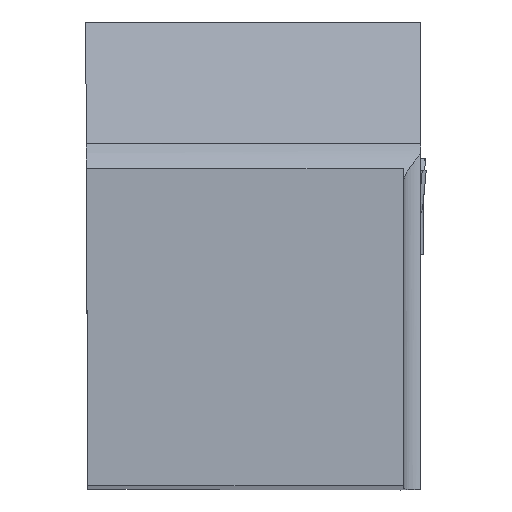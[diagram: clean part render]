
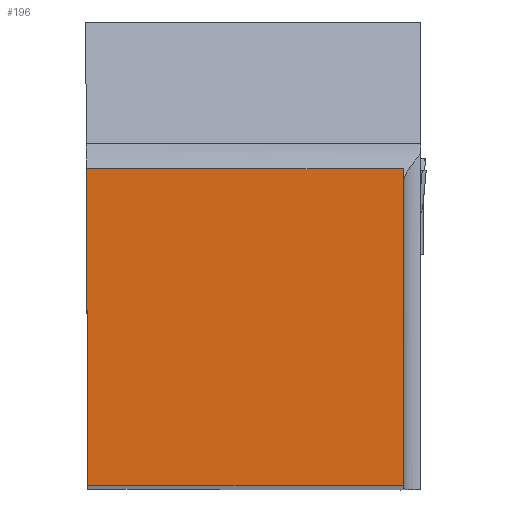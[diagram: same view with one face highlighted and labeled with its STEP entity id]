
A CAD part, top view. The second image highlights one B-rep face of the part: STEP entity #196.
In plain terms, the highlighted planar face has unit normal (0, 0, 1).
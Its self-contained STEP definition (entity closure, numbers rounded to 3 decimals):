
#196=ADVANCED_FACE('CU_BACK_SU1',(#312),#263,.F.);
#263=PLANE('',#1559);
#312=FACE_OUTER_BOUND('',#383,.T.);
#383=EDGE_LOOP('',(#561,#562,#563,#564));
#561=ORIENTED_EDGE('',*,*,#1023,.T.);
#562=ORIENTED_EDGE('',*,*,#1052,.F.);
#563=ORIENTED_EDGE('',*,*,#1036,.T.);
#564=ORIENTED_EDGE('',*,*,#1026,.T.);
#885=VERTEX_POINT('',#2027);
#886=VERTEX_POINT('',#2029);
#888=VERTEX_POINT('',#2035);
#896=VERTEX_POINT('',#2054);
#1023=EDGE_CURVE('',#886,#885,#1213,.T.);
#1026=EDGE_CURVE('',#888,#886,#1216,.T.);
#1036=EDGE_CURVE('',#896,#888,#1224,.T.);
#1052=EDGE_CURVE('',#896,#885,#1237,.T.);
#1213=LINE('',#2028,#1357);
#1216=LINE('',#2034,#1360);
#1224=LINE('',#2053,#1368);
#1237=LINE('',#2094,#1381);
#1357=VECTOR('',#1682,1.);
#1360=VECTOR('',#1687,1.);
#1368=VECTOR('',#1701,1.);
#1381=VECTOR('',#1738,1.);
#1559=AXIS2_PLACEMENT_3D('',#2095,#1739,#1740);
#1682=DIRECTION('',(1.,0.,0.));
#1687=DIRECTION('',(0.004,-1.,0.));
#1701=DIRECTION('',(-1.,0.,0.));
#1738=DIRECTION('',(0.,-1.,0.));
#1739=DIRECTION('',(0.,0.,-1.));
#1740=DIRECTION('',(0.,-1.,0.));
#2027=CARTESIAN_POINT('',(15.875,0.,0.));
#2028=CARTESIAN_POINT('',(-22.794,0.,0.));
#2029=CARTESIAN_POINT('',(0.069,0.,0.));
#2034=CARTESIAN_POINT('',(-0.088,35.974,0.));
#2035=CARTESIAN_POINT('',(0.,15.875,0.));
#2053=CARTESIAN_POINT('',(-22.794,15.875,0.));
#2054=CARTESIAN_POINT('',(15.875,15.875,0.));
#2094=CARTESIAN_POINT('',(15.875,35.875,0.));
#2095=CARTESIAN_POINT('',(-22.794,35.875,0.));
